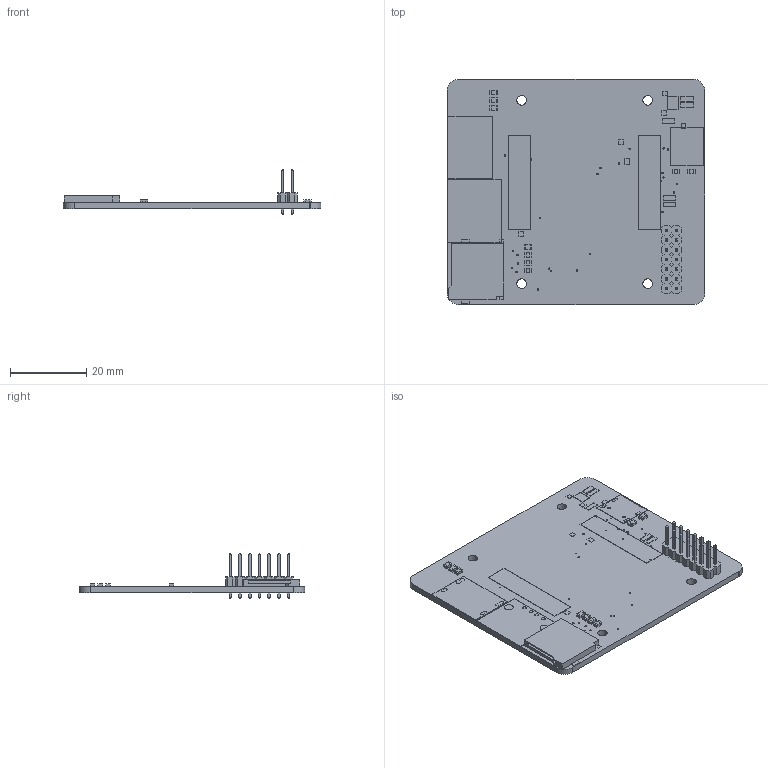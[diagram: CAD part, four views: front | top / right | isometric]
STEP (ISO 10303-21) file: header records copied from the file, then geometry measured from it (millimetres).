
FILE_DESCRIPTION(/* description */ (''),/* implementation_level */ '2;1');
FILE_NAME(/* name */ 'Minimal_carrier_board_for_CM4_rev_A .step',/* time_stamp */ '2023-02-06T22:09:27+01:00',/* author */ (''),/* organization */ (''),/* preprocessor_version */ 'ST-DEVELOPER v19.2',/* originating_system */ 'Autodesk Translation Framework v11.17.0.187',/* authorisation */ '');
FILE_SCHEMA (('AUTOMOTIVE_DESIGN { 1 0 10303 214 3 1 1 }'));
Length unit declared in the file: millimetre
Products named in the file (16): Minimal_carrier_board_for_CM4_rev_A; Board; Packages; USB-A-F-PTH; USB-TYPE-C_16PIN-MALE-TYPE-C-31-M-12; DF40C100DS04V51; SOT65P210X110-5N; PAD.03X.05; SMT-JUMPER_2_NC_TRACE_NO-SILK; TFP09-2--12B; CHIPLED_0805_NOOUTLINE; HDMI_MOLEX_47151-0001; _0805MP; 2X07; C0805; R0805
Assembly tree (30 placements, depth 3):
  Minimal_carrier_board_for_CM4_rev_A
    Board
    Packages
      USB-A-F-PTH
      USB-TYPE-C_16PIN-MALE-TYPE-C-31-M-12
      DF40C100DS04V51  x2
      SOT65P210X110-5N
      PAD.03X.05  x5
      SMT-JUMPER_2_NC_TRACE_NO-SILK
      TFP09-2--12B
      CHIPLED_0805_NOOUTLINE  x2
      HDMI_MOLEX_47151-0001
      _0805MP  x3
      2X07
      C0805  x4
      R0805  x5
Bounding box: 67.46 x 59 x 11.54 mm (x, y, z)
Volume: 7159.7 mm3; surface area: 11851.2 mm2
Topology: 29 solids, 29 shells, 1288 faces, 3488 edges, 2288 vertices
Faces by surface type: plane 1208, cylinder 78, torus 2
Full cylindrical faces by diameter (mm): 0.35 x30, 0.8 x2, 1 x4, 1.016 x14, 2.286 x2, 2.5 x4
Entity records: 36649 total; most frequent: CARTESIAN_POINT 6385, ORIENTED_EDGE 6280, DIRECTION 5680, EDGE_CURVE 3140, LINE 2978, VECTOR 2978, VERTEX_POINT 2056, AXIS2_PLACEMENT_3D 1351
